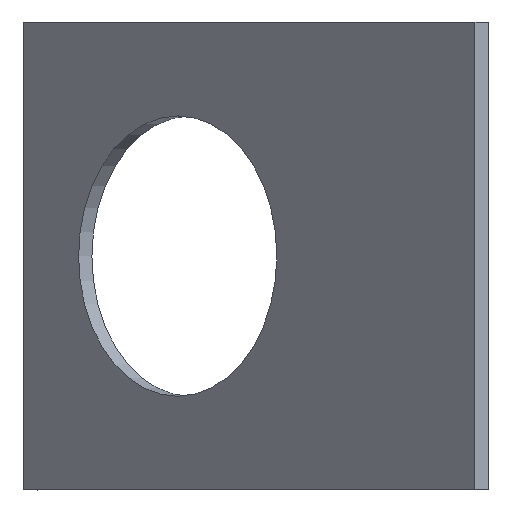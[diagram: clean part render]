
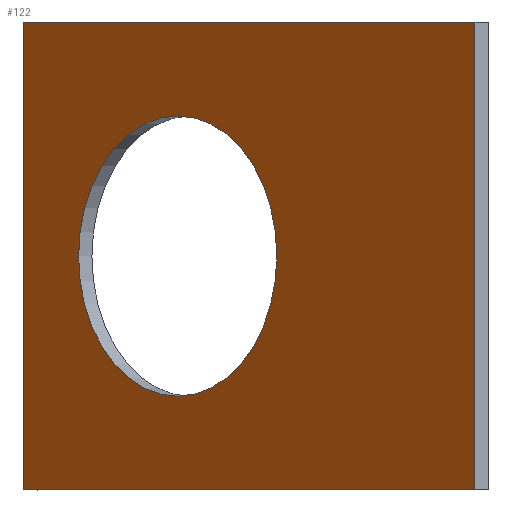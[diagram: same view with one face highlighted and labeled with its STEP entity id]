
A CAD part, top view. The second image highlights one B-rep face of the part: STEP entity #122.
In plain terms, the highlighted planar face has unit normal (-0.707, 0, 0.707).
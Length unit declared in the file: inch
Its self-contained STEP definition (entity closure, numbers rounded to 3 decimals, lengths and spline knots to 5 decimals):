
#17=FACE_BOUND('',#32,.T.);
#20=CIRCLE('',#139,0.375);
#23=FACE_OUTER_BOUND('',#31,.T.);
#31=EDGE_LOOP('',(#95,#96,#97,#98));
#32=EDGE_LOOP('',(#99));
#42=LINE('',#191,#54);
#45=LINE('',#196,#57);
#46=LINE('',#198,#58);
#47=LINE('',#199,#59);
#54=VECTOR('',#156,1.25);
#57=VECTOR('',#161,1.7078);
#58=VECTOR('',#162,1.25);
#59=VECTOR('',#163,1.7078);
#67=VERTEX_POINT('',#189);
#68=VERTEX_POINT('',#190);
#69=VERTEX_POINT('',#195);
#70=VERTEX_POINT('',#197);
#71=VERTEX_POINT('',#200);
#77=EDGE_CURVE('',#67,#68,#42,.T.);
#80=EDGE_CURVE('',#68,#69,#45,.T.);
#81=EDGE_CURVE('',#69,#70,#46,.T.);
#82=EDGE_CURVE('',#70,#67,#47,.T.);
#83=EDGE_CURVE('',#71,#71,#20,.T.);
#95=ORIENTED_EDGE('',*,*,#77,.T.);
#96=ORIENTED_EDGE('',*,*,#80,.T.);
#97=ORIENTED_EDGE('',*,*,#81,.T.);
#98=ORIENTED_EDGE('',*,*,#82,.T.);
#99=ORIENTED_EDGE('',*,*,#83,.F.);
#116=PLANE('',#138);
#122=ADVANCED_FACE('',(#23,#17),#116,.T.);
#138=AXIS2_PLACEMENT_3D('',#194,#159,#160);
#139=AXIS2_PLACEMENT_3D('',#201,#164,#165);
#156=DIRECTION('',(0.,-1.,0.));
#159=DIRECTION('center_axis',(-0.707,0.,0.707));
#160=DIRECTION('ref_axis',(0.707,0.,0.707));
#161=DIRECTION('',(0.707,0.,0.707));
#162=DIRECTION('',(0.,1.,0.));
#163=DIRECTION('',(-0.707,0.,-0.707));
#164=DIRECTION('center_axis',(-0.707,0.,0.707));
#165=DIRECTION('ref_axis',(-0.707,0.,-0.707));
#189=CARTESIAN_POINT('',(-7.32039,0.625,70.2669));
#190=CARTESIAN_POINT('',(-7.32039,-0.625,70.2669));
#191=CARTESIAN_POINT('',(-7.32039,0.625,70.2669));
#194=CARTESIAN_POINT('Origin',(-6.71659,0.,70.8707));
#195=CARTESIAN_POINT('',(-6.11279,-0.625,71.4745));
#196=CARTESIAN_POINT('',(-7.32039,-0.625,70.2669));
#197=CARTESIAN_POINT('',(-6.11279,0.625,71.4745));
#198=CARTESIAN_POINT('',(-6.11279,-0.625,71.4745));
#199=CARTESIAN_POINT('',(-6.11279,0.625,71.4745));
#200=CARTESIAN_POINT('',(-7.17345,0.,70.41384));
#201=CARTESIAN_POINT('Origin',(-6.90829,0.,70.679));
